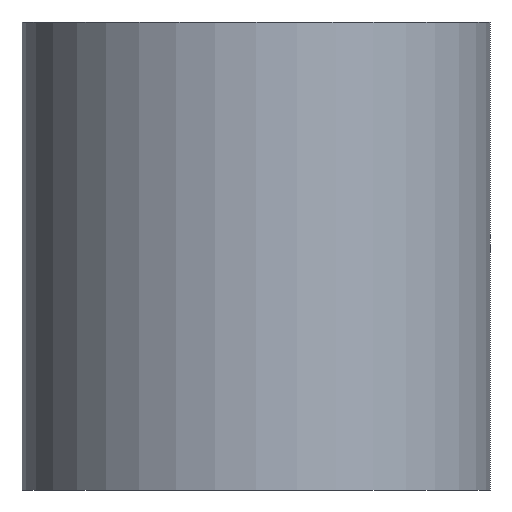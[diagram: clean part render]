
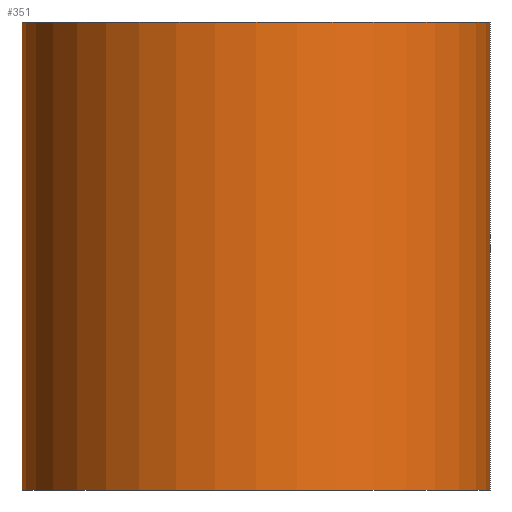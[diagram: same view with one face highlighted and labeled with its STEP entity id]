
A CAD part, front view. The second image highlights one B-rep face of the part: STEP entity #351.
In plain terms, the highlighted cylindrical face has radius 4 mm (diameter 8 mm), a partial arc.
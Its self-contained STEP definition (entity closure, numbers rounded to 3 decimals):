
#21 = CIRCLE ( 'NONE', #316, 4. ) ;
#36 = EDGE_LOOP ( 'NONE', ( #386, #337, #116, #367 ) ) ;
#56 = DIRECTION ( 'NONE',  ( 1., 0., 0. ) ) ;
#57 = DIRECTION ( 'NONE',  ( 1., 0., 0. ) ) ;
#60 = CARTESIAN_POINT ( 'NONE',  ( 0., -9., 8. ) ) ;
#65 = EDGE_CURVE ( 'NONE', #246, #262, #290, .T. ) ;
#100 = DIRECTION ( 'NONE',  ( -1., 0., 0. ) ) ;
#102 = AXIS2_PLACEMENT_3D ( 'NONE', #377, #285, #100 ) ;
#106 = EDGE_CURVE ( 'NONE', #129, #246, #193, .T. ) ;
#116 = ORIENTED_EDGE ( 'NONE', *, *, #172, .F. ) ;
#120 = DIRECTION ( 'NONE',  ( 0., 0., 1. ) ) ;
#129 = VERTEX_POINT ( 'NONE', #242 ) ;
#149 = CARTESIAN_POINT ( 'NONE',  ( 4., -9., 8. ) ) ;
#172 = EDGE_CURVE ( 'NONE', #129, #237, #21, .T. ) ;
#191 = LINE ( 'NONE', #287, #336 ) ;
#193 = LINE ( 'NONE', #311, #327 ) ;
#196 = CYLINDRICAL_SURFACE ( 'NONE', #102, 4. ) ;
#203 = DIRECTION ( 'NONE',  ( 0., 0., -1. ) ) ;
#208 = DIRECTION ( 'NONE',  ( 0., 0., 1. ) ) ;
#209 = CARTESIAN_POINT ( 'NONE',  ( 0., -9., 0. ) ) ;
#237 = VERTEX_POINT ( 'NONE', #149 ) ;
#242 = CARTESIAN_POINT ( 'NONE',  ( -4., -9., 8. ) ) ;
#246 = VERTEX_POINT ( 'NONE', #267 ) ;
#262 = VERTEX_POINT ( 'NONE', #335 ) ;
#267 = CARTESIAN_POINT ( 'NONE',  ( -4., -9., 0. ) ) ;
#285 = DIRECTION ( 'NONE',  ( 0., 0., -1. ) ) ;
#287 = CARTESIAN_POINT ( 'NONE',  ( 4., -9., 8. ) ) ;
#290 = CIRCLE ( 'NONE', #297, 4. ) ;
#297 = AXIS2_PLACEMENT_3D ( 'NONE', #209, #120, #56 ) ;
#311 = CARTESIAN_POINT ( 'NONE',  ( -4., -9., 8. ) ) ;
#312 = FACE_OUTER_BOUND ( 'NONE', #36, .T. ) ;
#316 = AXIS2_PLACEMENT_3D ( 'NONE', #60, #208, #57 ) ;
#327 = VECTOR ( 'NONE', #203, 1000. ) ;
#335 = CARTESIAN_POINT ( 'NONE',  ( 4., -9., 0. ) ) ;
#336 = VECTOR ( 'NONE', #343, 1000. ) ;
#337 = ORIENTED_EDGE ( 'NONE', *, *, #344, .F. ) ;
#343 = DIRECTION ( 'NONE',  ( 0., 0., -1. ) ) ;
#344 = EDGE_CURVE ( 'NONE', #237, #262, #191, .T. ) ;
#351 = ADVANCED_FACE ( 'NONE', ( #312 ), #196, .T. ) ;
#367 = ORIENTED_EDGE ( 'NONE', *, *, #106, .T. ) ;
#377 = CARTESIAN_POINT ( 'NONE',  ( 0., -9., 8. ) ) ;
#386 = ORIENTED_EDGE ( 'NONE', *, *, #65, .T. ) ;
